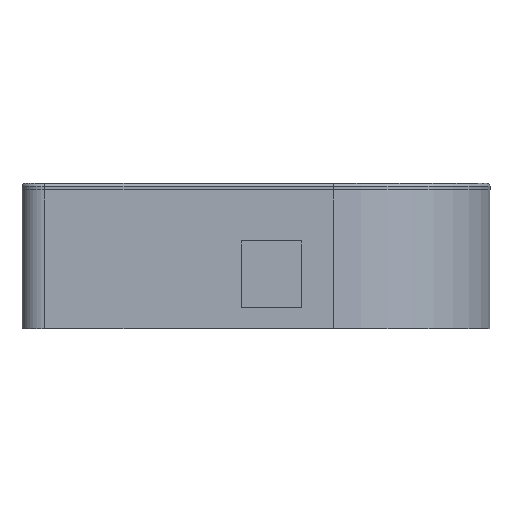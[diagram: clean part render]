
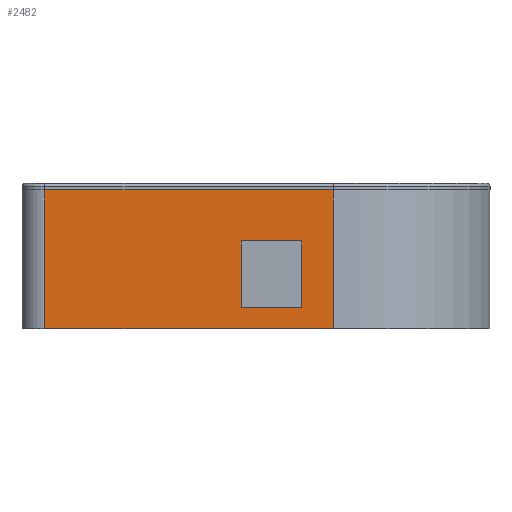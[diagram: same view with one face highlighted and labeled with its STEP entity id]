
A CAD part, front view. The second image highlights one B-rep face of the part: STEP entity #2482.
In plain terms, the highlighted planar face has unit normal (0, -1, 0).
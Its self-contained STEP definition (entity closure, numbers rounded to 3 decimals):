
#50=FACE_BOUND('',#323,.T.);
#106=PLANE('',#2667);
#163=FACE_OUTER_BOUND('',#322,.T.);
#322=EDGE_LOOP('',(#1707,#1708,#1709,#1710));
#323=EDGE_LOOP('',(#1711,#1712,#1713,#1714));
#535=LINE('',#3905,#716);
#536=LINE('',#3907,#717);
#537=LINE('',#3909,#718);
#538=LINE('',#3910,#719);
#539=LINE('',#3913,#720);
#540=LINE('',#3915,#721);
#541=LINE('',#3917,#722);
#542=LINE('',#3918,#723);
#716=VECTOR('',#3046,10.);
#717=VECTOR('',#3047,10.);
#718=VECTOR('',#3048,10.);
#719=VECTOR('',#3049,10.);
#720=VECTOR('',#3050,10.);
#721=VECTOR('',#3051,10.);
#722=VECTOR('',#3052,10.);
#723=VECTOR('',#3053,10.);
#1089=VERTEX_POINT('',#3903);
#1090=VERTEX_POINT('',#3904);
#1091=VERTEX_POINT('',#3906);
#1092=VERTEX_POINT('',#3908);
#1093=VERTEX_POINT('',#3911);
#1094=VERTEX_POINT('',#3912);
#1095=VERTEX_POINT('',#3914);
#1096=VERTEX_POINT('',#3916);
#1330=EDGE_CURVE('',#1089,#1090,#535,.T.);
#1331=EDGE_CURVE('',#1089,#1091,#536,.T.);
#1332=EDGE_CURVE('',#1092,#1091,#537,.T.);
#1333=EDGE_CURVE('',#1092,#1090,#538,.F.);
#1334=EDGE_CURVE('',#1093,#1094,#539,.T.);
#1335=EDGE_CURVE('',#1094,#1095,#540,.F.);
#1336=EDGE_CURVE('',#1095,#1096,#541,.T.);
#1337=EDGE_CURVE('',#1096,#1093,#542,.F.);
#1707=ORIENTED_EDGE('',*,*,#1330,.F.);
#1708=ORIENTED_EDGE('',*,*,#1331,.T.);
#1709=ORIENTED_EDGE('',*,*,#1332,.F.);
#1710=ORIENTED_EDGE('',*,*,#1333,.T.);
#1711=ORIENTED_EDGE('',*,*,#1334,.T.);
#1712=ORIENTED_EDGE('',*,*,#1335,.T.);
#1713=ORIENTED_EDGE('',*,*,#1336,.T.);
#1714=ORIENTED_EDGE('',*,*,#1337,.T.);
#2482=ADVANCED_FACE('',(#163,#50),#106,.F.);
#2667=AXIS2_PLACEMENT_3D('',#3902,#3044,#3045);
#3044=DIRECTION('center_axis',(0.,1.,0.));
#3045=DIRECTION('ref_axis',(1.,0.,0.));
#3046=DIRECTION('',(0.,0.,1.));
#3047=DIRECTION('',(1.,0.,0.));
#3048=DIRECTION('',(0.,0.,-1.));
#3049=DIRECTION('',(1.,0.,0.));
#3050=DIRECTION('',(0.,0.,1.));
#3051=DIRECTION('',(-1.,0.,0.));
#3052=DIRECTION('',(0.,0.,-1.));
#3053=DIRECTION('',(1.,0.,0.));
#3902=CARTESIAN_POINT('Origin',(-14.,-22.75,3.));
#3903=CARTESIAN_POINT('',(-15.75,-22.75,-21.));
#3904=CARTESIAN_POINT('',(-15.75,-22.75,21.5));
#3905=CARTESIAN_POINT('',(-15.75,-22.75,3.));
#3906=CARTESIAN_POINT('',(72.75,-22.75,-21.));
#3907=CARTESIAN_POINT('',(-6.5,-22.75,-21.));
#3908=CARTESIAN_POINT('',(72.75,-22.75,21.5));
#3909=CARTESIAN_POINT('',(72.75,-22.75,3.));
#3910=CARTESIAN_POINT('',(-6.5,-22.75,21.5));
#3911=CARTESIAN_POINT('',(44.472,-22.75,-14.639));
#3912=CARTESIAN_POINT('',(44.472,-22.75,5.861));
#3913=CARTESIAN_POINT('',(44.472,-22.75,-3.819));
#3914=CARTESIAN_POINT('',(62.972,-22.75,5.861));
#3915=CARTESIAN_POINT('',(15.236,-22.75,5.861));
#3916=CARTESIAN_POINT('',(62.972,-22.75,-14.639));
#3917=CARTESIAN_POINT('',(62.972,-22.75,2.431));
#3918=CARTESIAN_POINT('',(24.486,-22.75,-14.639));
